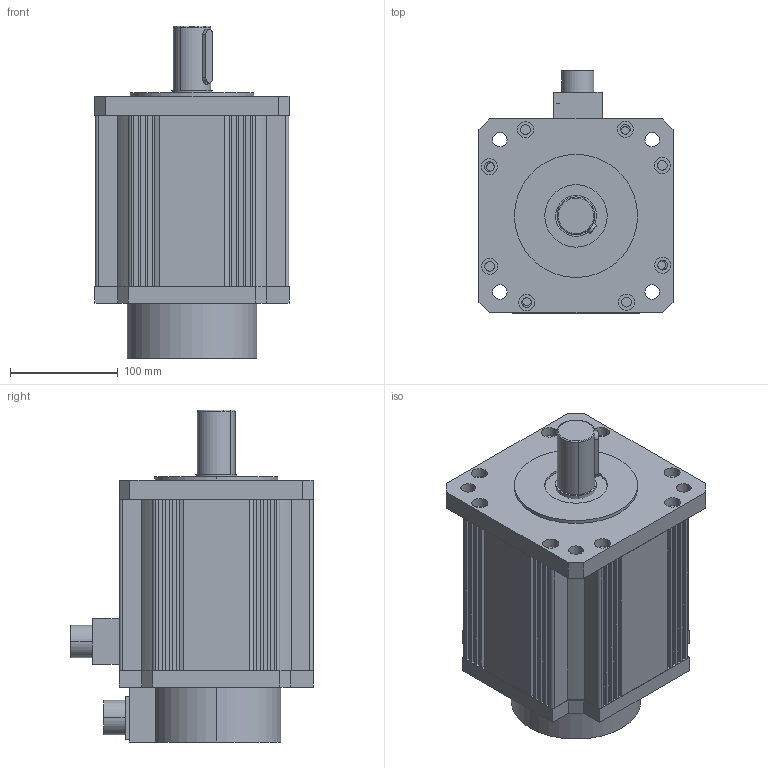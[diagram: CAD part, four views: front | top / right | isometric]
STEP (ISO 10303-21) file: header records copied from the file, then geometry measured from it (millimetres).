
FILE_DESCRIPTION (( 'STEP AP203' ), '1' );
FILE_NAME ('180-21.5N.STEP', '2020-01-06T07:50:27', ( 'Windows' ), ( 'Microsoft' ), 'SwSTEP 2.0', 'SolidWorks 2015', '' );
FILE_SCHEMA (( 'CONFIG_CONTROL_DESIGN' ));
Length unit declared in the file: millimetre
Products named in the file (9): 180-21.5N; 130瑤脣; 130瑤脣2; 瑩10; 180蛌粣; 180qiangai; 180 綴裔; 180晤鎢ん; 21.5N儂褲
Assembly tree (8 placements, depth 2):
  180-21.5N
    21.5N儂褲
    130瑤脣
    130瑤脣2
    瑩10
    180蛌粣
    180qiangai
    180 綴裔
    180晤鎢ん
Bounding box: 180 x 224.92 x 308 mm (x, y, z)
Volume: 2597548.2 mm3; surface area: 488595.7 mm2
Topology: 8 solids, 8 shells, 400 faces, 1022 edges, 674 vertices
Faces by surface type: plane 235, cylinder 155, cone 8, bspline 2
Entity records: 13211 total; most frequent: CARTESIAN_POINT 2204, DIRECTION 2136, ORIENTED_EDGE 2028, EDGE_CURVE 1014, AXIS2_PLACEMENT_3D 718, LINE 700, VECTOR 700, VERTEX_POINT 674
